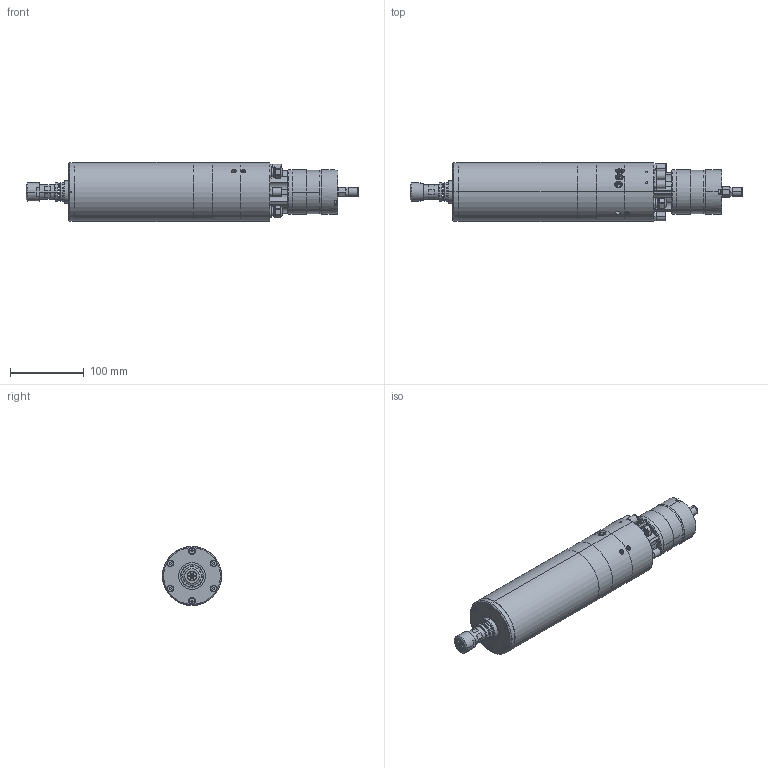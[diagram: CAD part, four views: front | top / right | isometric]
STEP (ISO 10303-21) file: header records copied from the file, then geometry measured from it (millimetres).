
FILE_DESCRIPTION (( 'STEP AP203' ), '1' );
FILE_NAME ('080A40IK-00-.STEP', '2010-05-06T13:39:16', ( 'IBAGCAD_7' ), ( 'IBAG Switzerland AG' ), 'SwSTEP 2.0', 'SolidWorks 2009', '' );
FILE_SCHEMA (( 'CONFIG_CONTROL_DESIGN' ));
Length unit declared in the file: millimetre
Products named in the file (1): 080A40IK-00-
Bounding box: 449.93 x 80 x 80 mm (x, y, z)
Surface area: 142309.8 mm2 (no closed solid volume)
Topology: 0 solids, 65 shells, 689 faces, 2139 edges, 1505 vertices
Faces by surface type: plane 315, cylinder 247, cone 77, torus 50
Entity records: 24865 total; most frequent: CARTESIAN_POINT 5277, DIRECTION 4442, ORIENTED_EDGE 3385, EDGE_CURVE 2121, AXIS2_PLACEMENT_3D 1697, VERTEX_POINT 1505, VECTOR 1048, LINE 1048
